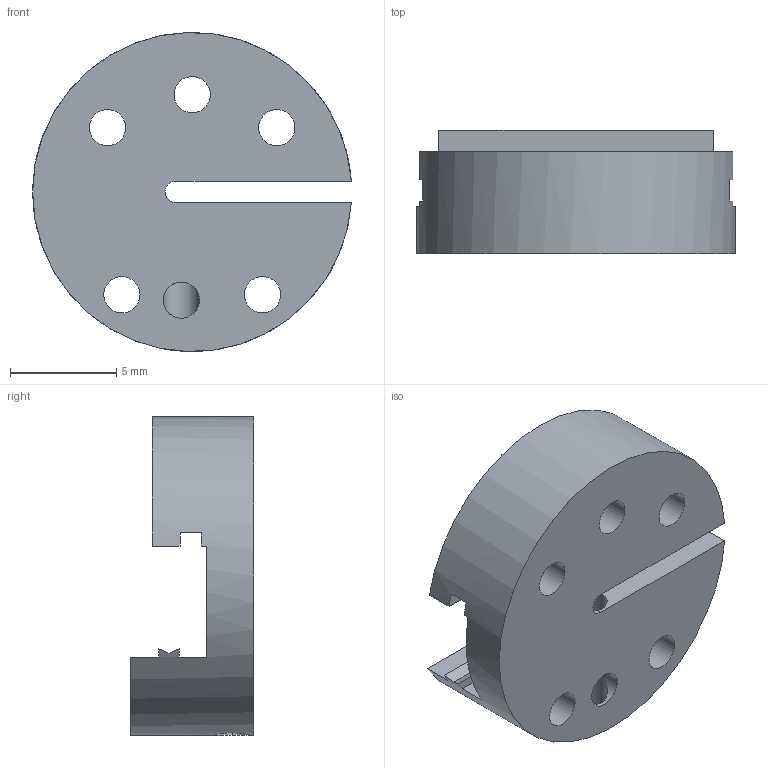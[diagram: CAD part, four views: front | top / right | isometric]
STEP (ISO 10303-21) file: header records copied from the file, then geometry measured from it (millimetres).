
FILE_DESCRIPTION((''),'2;1');
FILE_NAME('HEX_GEAR_PLATE','2008-03-04T',('ghiorso'),(''),'PRO/ENGINEER BY PARAMETRIC TECHNOLOGY CORPORATION, 2006200','PRO/ENGINEER BY PARAMETRIC TECHNOLOGY CORPORATION, 2006200','');
FILE_SCHEMA(('CONFIG_CONTROL_DESIGN'));
Length unit declared in the file: inch
Products named in the file (1): HEX_GEAR_PLATE
Bounding box: 14.97 x 5.82 x 14.99 mm (x, y, z)
Volume: 566 mm3; surface area: 868.5 mm2
Topology: 1 solids, 1 shells, 47 faces, 143 edges, 120 vertices
Faces by surface type: cylinder 25, plane 22
Entity records: 1728 total; most frequent: CARTESIAN_POINT 367, DIRECTION 289, ORIENTED_EDGE 250, EDGE_CURVE 125, AXIS2_PLACEMENT_3D 108, VERTEX_POINT 82, VECTOR 73, LINE 73
